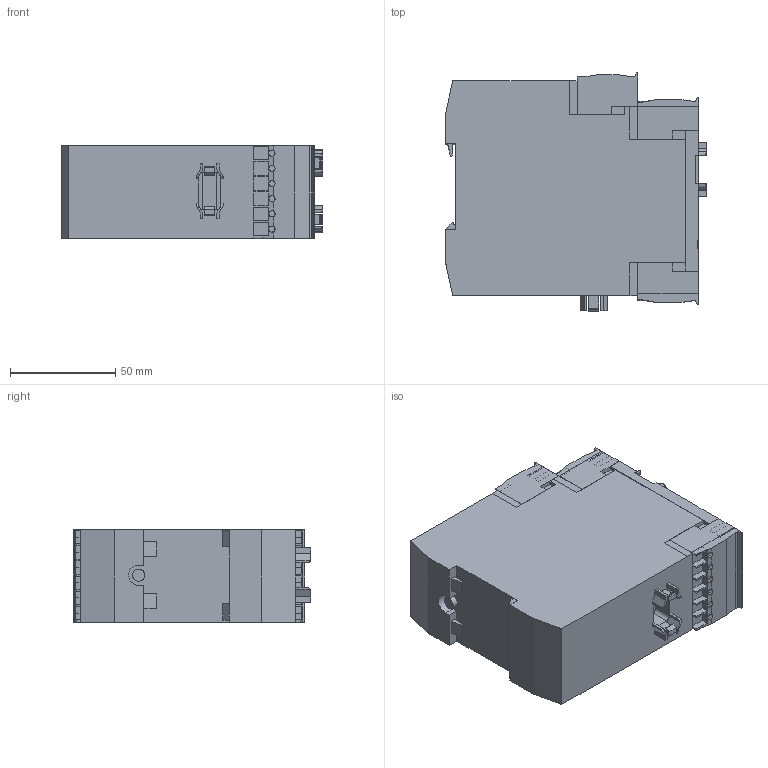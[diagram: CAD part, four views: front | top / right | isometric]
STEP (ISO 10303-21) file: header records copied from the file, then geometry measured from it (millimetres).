
FILE_DESCRIPTION (( 'STEP AP214' ), '1' );
FILE_NAME ('3RK3251-2AA10.STEP', '2011-02-23T14:49:52', ( 'Uwe Förster' ), ( 'Siemens and Partners' ), 'SwSTEP 2.0', 'SolidWorks 2011', '' );
FILE_SCHEMA (( 'AUTOMOTIVE_DESIGN' ));
Length unit declared in the file: millimetre
Products named in the file (1): 3RK3251-2AA10
Bounding box: 124 x 112.95 x 44 mm (x, y, z)
Volume: 503382.3 mm3; surface area: 60288.7 mm2
Topology: 1 solids, 1 shells, 1567 faces, 4223 edges, 2785 vertices
Faces by surface type: plane 1079, bspline 448, cylinder 40
Entity records: 80227 total; most frequent: CARTESIAN_POINT 28540, ORIENTED_EDGE 8446, DIRECTION 4686, EDGE_CURVE 4223, VERTEX_POINT 2785, VECTOR 2438, LINE 2438, B_SPLINE_CURVE_WITH_KNOTS 1779
